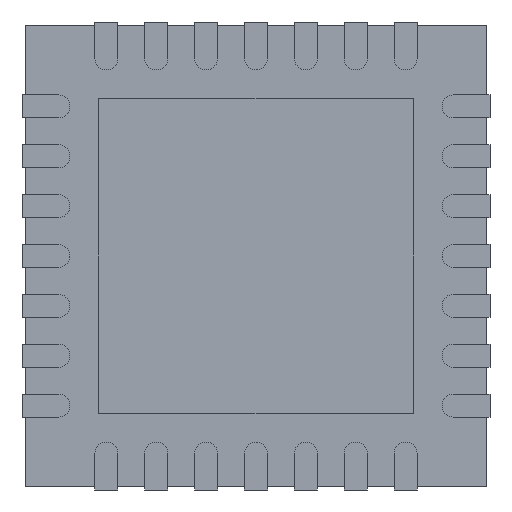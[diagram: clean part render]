
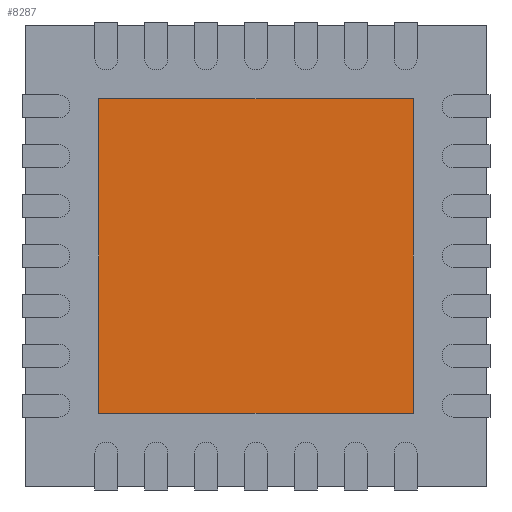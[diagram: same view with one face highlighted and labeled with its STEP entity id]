
A CAD part, front view. The second image highlights one B-rep face of the part: STEP entity #8287.
In plain terms, the highlighted planar face has unit normal (0, -1, 0).
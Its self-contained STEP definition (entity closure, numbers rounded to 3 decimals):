
#8140 = CARTESIAN_POINT ( 'NONE',  ( 2.05, 0., 2.05 ) ) ;
#8141 = VERTEX_POINT ( 'NONE', #8140 ) ;
#8142 = CARTESIAN_POINT ( 'NONE',  ( 2.05, 0., -2.05 ) ) ;
#8143 = VERTEX_POINT ( 'NONE', #8142 ) ;
#8144 = CARTESIAN_POINT ( 'NONE',  ( 2.05, 0., 2.05 ) ) ;
#8145 = DIRECTION ( 'NONE',  ( 0., 0., -1. ) ) ;
#8146 = VECTOR ( 'NONE', #8145, 1000. ) ;
#8147 = LINE ( 'NONE', #8144, #8146 ) ;
#8148 = EDGE_CURVE ( 'NONE', #8141, #8143, #8147, .T. ) ;
#8180 = CARTESIAN_POINT ( 'NONE',  ( -2.05, 0., -2.05 ) ) ;
#8181 = VERTEX_POINT ( 'NONE', #8180 ) ;
#8182 = CARTESIAN_POINT ( 'NONE',  ( -2.05, 0., -2.05 ) ) ;
#8183 = DIRECTION ( 'NONE',  ( -1., 0., 0. ) ) ;
#8184 = VECTOR ( 'NONE', #8183, 1000. ) ;
#8185 = LINE ( 'NONE', #8182, #8184 ) ;
#8186 = EDGE_CURVE ( 'NONE', #8143, #8181, #8185, .T. ) ;
#8211 = CARTESIAN_POINT ( 'NONE',  ( -2.05, 0., 2.05 ) ) ;
#8212 = VERTEX_POINT ( 'NONE', #8211 ) ;
#8213 = CARTESIAN_POINT ( 'NONE',  ( -2.05, 0., 2.05 ) ) ;
#8214 = DIRECTION ( 'NONE',  ( 0., 0., 1. ) ) ;
#8215 = VECTOR ( 'NONE', #8214, 1000. ) ;
#8216 = LINE ( 'NONE', #8213, #8215 ) ;
#8217 = EDGE_CURVE ( 'NONE', #8181, #8212, #8216, .T. ) ;
#8242 = CARTESIAN_POINT ( 'NONE',  ( -2.05, 0., 2.05 ) ) ;
#8243 = DIRECTION ( 'NONE',  ( 1., 0., 0. ) ) ;
#8244 = VECTOR ( 'NONE', #8243, 1000. ) ;
#8245 = LINE ( 'NONE', #8242, #8244 ) ;
#8246 = EDGE_CURVE ( 'NONE', #8212, #8141, #8245, .T. ) ;
#8276 = ORIENTED_EDGE ( 'NONE', *, *, #8148, .F. ) ;
#8277 = ORIENTED_EDGE ( 'NONE', *, *, #8246, .F. ) ;
#8278 = ORIENTED_EDGE ( 'NONE', *, *, #8217, .F. ) ;
#8279 = ORIENTED_EDGE ( 'NONE', *, *, #8186, .F. ) ;
#8280 = EDGE_LOOP ( 'NONE', ( #8276, #8277, #8278, #8279 ) ) ;
#8281 = FACE_OUTER_BOUND ( 'NONE', #8280, .T. ) ;
#8282 = CARTESIAN_POINT ( 'NONE',  ( 0., 0., 0. ) ) ;
#8283 = DIRECTION ( 'NONE',  ( 0., -1., 0. ) ) ;
#8284 = DIRECTION ( 'NONE',  ( 0., 0., -1. ) ) ;
#8285 = AXIS2_PLACEMENT_3D ( 'NONE', #8282, #8283, #8284 ) ;
#8286 = PLANE ( 'NONE', #8285 ) ;
#8287 = ADVANCED_FACE ( 'NONE', ( #8281 ), #8286, .T. ) ;
